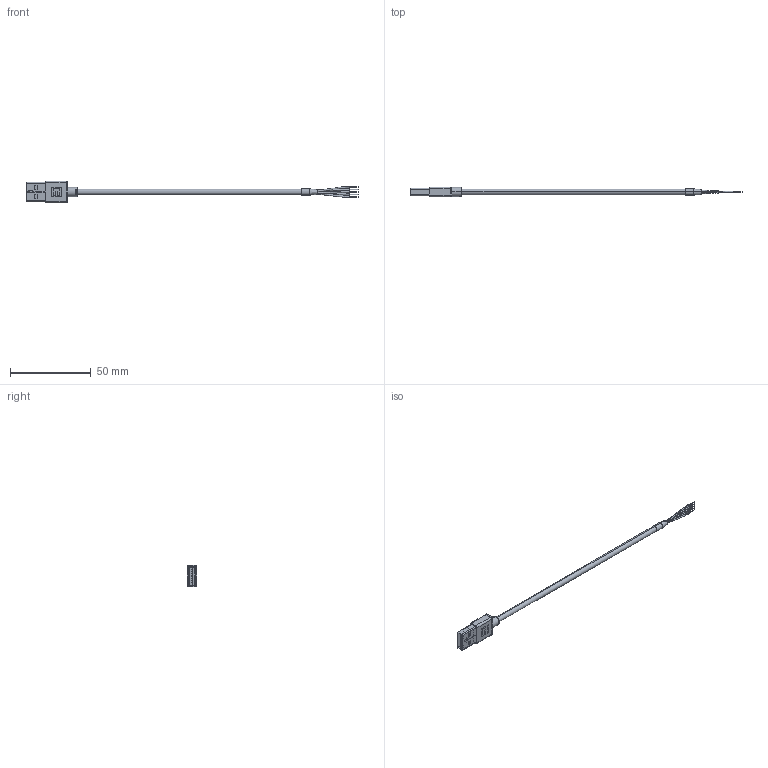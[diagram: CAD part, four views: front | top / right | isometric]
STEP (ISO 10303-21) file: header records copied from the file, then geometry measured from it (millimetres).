
FILE_DESCRIPTION (( 'STEP AP203' ), '1' );
FILE_NAME ('10-02352_revA.STEP', '2018-01-19T22:27:23', ( '' ), ( '' ), 'SwSTEP 2.0', 'SolidWorks 2015', '' );
FILE_SCHEMA (( 'CONFIG_CONTROL_DESIGN' ));
Length unit declared in the file: millimetre
Products named in the file (5): 50-00575; 55-00073; 30-00099_stripped and tinned; 24-00210; 10-02352_revA
Assembly tree (4 placements, depth 2):
  10-02352_revA
    30-00099_stripped and tinned
    24-00210
    55-00073
    50-00575
Bounding box: 206 x 5.93 x 13.5 mm (x, y, z)
Volume: 3213.7 mm3; surface area: 14602.2 mm2
Topology: 92 solids, 97 shells, 1219 faces, 2907 edges, 1919 vertices
Faces by surface type: plane 687, cylinder 386, bspline 50, cone 50, sphere 42, torus 4
Entity records: 38301 total; most frequent: CARTESIAN_POINT 9185, DIRECTION 5917, ORIENTED_EDGE 5814, EDGE_CURVE 2907, AXIS2_PLACEMENT_3D 2078, VERTEX_POINT 1919, LINE 1761, VECTOR 1761
